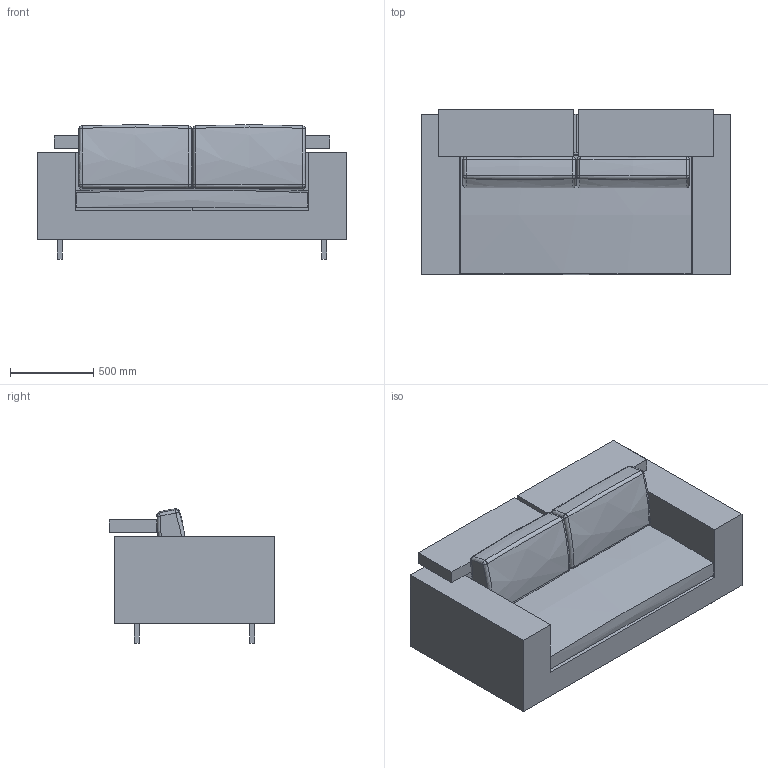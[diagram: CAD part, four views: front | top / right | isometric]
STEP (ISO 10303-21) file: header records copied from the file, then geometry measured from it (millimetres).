
FILE_DESCRIPTION(/* description */ (''),/* implementation_level */ '2;1');
FILE_NAME(/* name */ '2GO7KF~0',/* time_stamp */ '2016-07-22T15:19:25+02:00',/* author */ (''),/* organization */ (''),/* preprocessor_version */ 'ST-DEVELOPER v15',/* originating_system */ '',/* authorisation */ '');
FILE_SCHEMA (('AUTOMOTIVE_DESIGN'));
Length unit declared in the file: millimetre
Products named in the file (1): Document
Bounding box: 1860 x 993.74 x 809.66 mm (x, y, z)
Volume: 802243178.5 mm3; surface area: 13464134 mm2
Topology: 12 solids, 12 shells, 116 faces, 231 edges, 140 vertices
Faces by surface type: plane 60, bspline 56
Entity records: 4752 total; most frequent: CARTESIAN_POINT 3214, ORIENTED_EDGE 456, EDGE_CURVE 228, VERTEX_POINT 136, B_SPLINE_CURVE_WITH_KNOTS 123, ADVANCED_FACE 116, FACE_OUTER_BOUND 116, EDGE_LOOP 116
